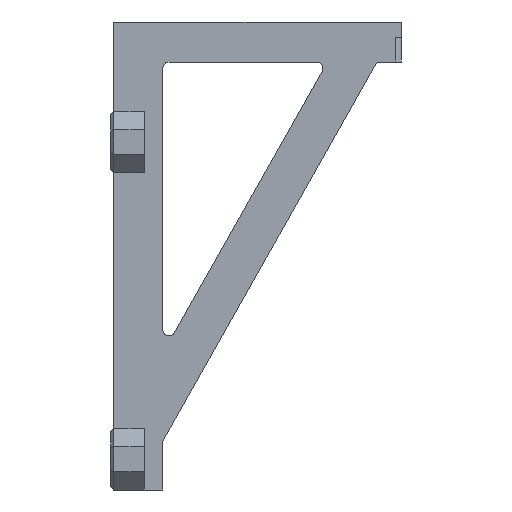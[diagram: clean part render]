
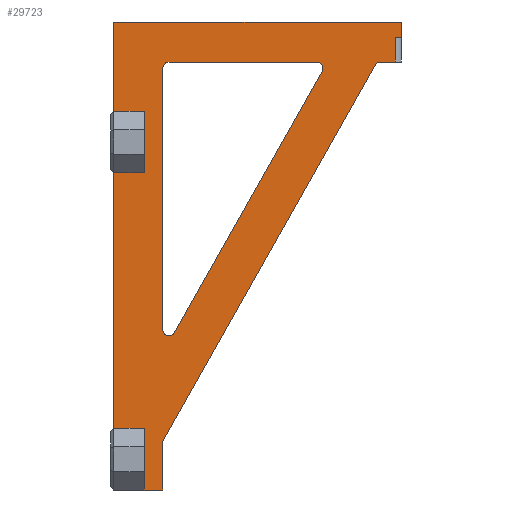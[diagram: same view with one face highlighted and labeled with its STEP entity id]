
A CAD part, left-side view. The second image highlights one B-rep face of the part: STEP entity #29723.
In plain terms, the highlighted planar face has unit normal (-1, 0, 0).
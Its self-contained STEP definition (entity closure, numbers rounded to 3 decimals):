
#230=FACE_BOUND('',#3005,.T.);
#282=CIRCLE('',#29825,2.);
#284=CIRCLE('',#29828,2.);
#287=CIRCLE('',#29834,2.);
#289=CIRCLE('',#29838,2.);
#291=CIRCLE('',#29842,2.);
#1561=FACE_OUTER_BOUND('',#3004,.T.);
#3004=EDGE_LOOP('',(#27215,#27216,#27217,#27218,#27219,#27220,#27221,#27222,
#27223,#27224,#27225,#27226,#27227,#27228,#27229,#27230,#27231));
#3005=EDGE_LOOP('',(#27232,#27233,#27234,#27235,#27236,#27237));
#3036=LINE('',#38079,#7294);
#3038=LINE('',#38085,#7296);
#3089=LINE('',#38262,#7347);
#3093=LINE('',#38270,#7351);
#3094=LINE('',#38273,#7352);
#3106=LINE('',#38309,#7364);
#3112=LINE('',#38327,#7370);
#3115=LINE('',#38338,#7373);
#3118=LINE('',#38347,#7376);
#3193=LINE('',#38503,#7451);
#3316=LINE('',#38748,#7574);
#3693=LINE('',#39505,#7951);
#3737=LINE('',#39571,#7995);
#3740=LINE('',#39578,#7998);
#7241=LINE('',#46263,#11499);
#7247=LINE('',#46272,#11505);
#7248=LINE('',#46274,#11506);
#7249=LINE('',#46276,#11507);
#7294=VECTOR('',#31141,10.);
#7296=VECTOR('',#31145,10.);
#7347=VECTOR('',#31302,10.);
#7351=VECTOR('',#31310,10.);
#7352=VECTOR('',#31313,10.);
#7364=VECTOR('',#31349,10.);
#7370=VECTOR('',#31367,10.);
#7373=VECTOR('',#31378,10.);
#7376=VECTOR('',#31389,10.);
#7451=VECTOR('',#31494,10.);
#7574=VECTOR('',#31617,10.);
#7951=VECTOR('',#31998,10.);
#7995=VECTOR('',#32060,10.);
#7998=VECTOR('',#32067,10.);
#11499=VECTOR('',#37928,10.);
#11505=VECTOR('',#37938,10.);
#11506=VECTOR('',#37941,10.);
#11507=VECTOR('',#37944,10.);
#11554=VERTEX_POINT('',#38075);
#11555=VERTEX_POINT('',#38077);
#11557=VERTEX_POINT('',#38082);
#11558=VERTEX_POINT('',#38084);
#11631=VERTEX_POINT('',#38261);
#11634=VERTEX_POINT('',#38272);
#11642=VERTEX_POINT('',#38296);
#11645=VERTEX_POINT('',#38303);
#11646=VERTEX_POINT('',#38305);
#11649=VERTEX_POINT('',#38317);
#11650=VERTEX_POINT('',#38319);
#11652=VERTEX_POINT('',#38325);
#11655=VERTEX_POINT('',#38332);
#11656=VERTEX_POINT('',#38334);
#11658=VERTEX_POINT('',#38343);
#11723=VERTEX_POINT('',#38500);
#11724=VERTEX_POINT('',#38502);
#11846=VERTEX_POINT('',#38746);
#12223=VERTEX_POINT('',#39502);
#12224=VERTEX_POINT('',#39504);
#12237=VERTEX_POINT('',#39569);
#12239=VERTEX_POINT('',#39577);
#14244=VERTEX_POINT('',#46270);
#14284=EDGE_CURVE('',#11554,#11555,#3036,.T.);
#14286=EDGE_CURVE('',#11557,#11558,#3038,.T.);
#14375=EDGE_CURVE('',#11554,#11631,#3089,.T.);
#14380=EDGE_CURVE('',#11555,#11558,#3093,.T.);
#14381=EDGE_CURVE('',#11634,#11631,#3094,.T.);
#14393=EDGE_CURVE('',#11634,#11642,#282,.T.);
#14397=EDGE_CURVE('',#11645,#11646,#284,.T.);
#14399=EDGE_CURVE('',#11645,#11642,#3106,.T.);
#14404=EDGE_CURVE('',#11649,#11650,#287,.T.);
#14408=EDGE_CURVE('',#11649,#11652,#3112,.T.);
#14411=EDGE_CURVE('',#11655,#11656,#289,.T.);
#14413=EDGE_CURVE('',#11655,#11650,#3115,.T.);
#14417=EDGE_CURVE('',#11658,#11652,#291,.T.);
#14418=EDGE_CURVE('',#11658,#11656,#3118,.T.);
#14497=EDGE_CURVE('',#11724,#11723,#3193,.T.);
#14620=EDGE_CURVE('',#11557,#11846,#3316,.T.);
#14998=EDGE_CURVE('',#12223,#12224,#3693,.T.);
#15042=EDGE_CURVE('',#11846,#12237,#3737,.T.);
#15045=EDGE_CURVE('',#12239,#11724,#3740,.T.);
#18553=EDGE_CURVE('',#12223,#11646,#7241,.T.);
#18559=EDGE_CURVE('',#11723,#14244,#7247,.T.);
#18560=EDGE_CURVE('',#14244,#12224,#7248,.T.);
#18561=EDGE_CURVE('',#12237,#12239,#7249,.T.);
#27215=ORIENTED_EDGE('',*,*,#14375,.F.);
#27216=ORIENTED_EDGE('',*,*,#14284,.T.);
#27217=ORIENTED_EDGE('',*,*,#14380,.T.);
#27218=ORIENTED_EDGE('',*,*,#14286,.F.);
#27219=ORIENTED_EDGE('',*,*,#14620,.T.);
#27220=ORIENTED_EDGE('',*,*,#15042,.T.);
#27221=ORIENTED_EDGE('',*,*,#18561,.T.);
#27222=ORIENTED_EDGE('',*,*,#15045,.T.);
#27223=ORIENTED_EDGE('',*,*,#14497,.T.);
#27224=ORIENTED_EDGE('',*,*,#18559,.T.);
#27225=ORIENTED_EDGE('',*,*,#18560,.T.);
#27226=ORIENTED_EDGE('',*,*,#14998,.F.);
#27227=ORIENTED_EDGE('',*,*,#18553,.T.);
#27228=ORIENTED_EDGE('',*,*,#14397,.F.);
#27229=ORIENTED_EDGE('',*,*,#14399,.T.);
#27230=ORIENTED_EDGE('',*,*,#14393,.F.);
#27231=ORIENTED_EDGE('',*,*,#14381,.T.);
#27232=ORIENTED_EDGE('',*,*,#14418,.T.);
#27233=ORIENTED_EDGE('',*,*,#14411,.F.);
#27234=ORIENTED_EDGE('',*,*,#14413,.T.);
#27235=ORIENTED_EDGE('',*,*,#14404,.F.);
#27236=ORIENTED_EDGE('',*,*,#14408,.T.);
#27237=ORIENTED_EDGE('',*,*,#14417,.F.);
#28465=PLANE('',#31074);
#29723=ADVANCED_FACE('',(#1561,#230),#28465,.T.);
#29825=AXIS2_PLACEMENT_3D('',#38297,#31336,#31337);
#29828=AXIS2_PLACEMENT_3D('',#38306,#31344,#31345);
#29834=AXIS2_PLACEMENT_3D('',#38320,#31360,#31361);
#29838=AXIS2_PLACEMENT_3D('',#38335,#31373,#31374);
#29842=AXIS2_PLACEMENT_3D('',#38345,#31385,#31386);
#31074=AXIS2_PLACEMENT_3D('',#46309,#37995,#37996);
#31141=DIRECTION('',(0.,-1.,0.));
#31145=DIRECTION('',(0.,-1.,0.));
#31302=DIRECTION('',(0.,0.,-1.));
#31310=DIRECTION('',(0.,0.,1.));
#31313=DIRECTION('',(0.,-1.,0.));
#31336=DIRECTION('center_axis',(-1.,0.,0.));
#31337=DIRECTION('ref_axis',(0.,0.504,0.864));
#31344=DIRECTION('center_axis',(-1.,0.,0.));
#31345=DIRECTION('ref_axis',(0.,0.967,0.254));
#31349=DIRECTION('',(0.,-0.492,0.871));
#31360=DIRECTION('center_axis',(-1.,0.,0.));
#31361=DIRECTION('ref_axis',(0.,-0.864,0.504));
#31367=DIRECTION('',(0.,0.492,-0.871));
#31373=DIRECTION('center_axis',(-1.,0.,0.));
#31374=DIRECTION('ref_axis',(0.,0.707,0.707));
#31378=DIRECTION('',(0.,-1.,0.));
#31385=DIRECTION('center_axis',(-1.,0.,0.));
#31386=DIRECTION('ref_axis',(0.,0.254,-0.967));
#31389=DIRECTION('',(0.,0.,1.));
#31494=DIRECTION('',(0.,0.,-1.));
#31617=DIRECTION('',(0.,0.,-1.));
#31998=DIRECTION('',(0.,1.,0.));
#32060=DIRECTION('',(0.,-1.,0.));
#32067=DIRECTION('',(0.,1.,0.));
#37928=DIRECTION('',(0.,0.,1.));
#37938=DIRECTION('',(0.,-1.,0.));
#37941=DIRECTION('',(0.,0.,-1.));
#37944=DIRECTION('',(0.,0.,-1.));
#37995=DIRECTION('center_axis',(-1.,0.,0.));
#37996=DIRECTION('ref_axis',(0.,-1.,0.));
#38075=CARTESIAN_POINT('',(-3.75,-1.75,3.));
#38077=CARTESIAN_POINT('',(-3.75,-3.75,3.));
#38079=CARTESIAN_POINT('',(-3.75,89.75,3.));
#38082=CARTESIAN_POINT('',(-3.75,89.75,8.));
#38084=CARTESIAN_POINT('',(-3.75,-3.75,8.));
#38085=CARTESIAN_POINT('',(-3.75,89.75,8.));
#38261=CARTESIAN_POINT('',(-3.75,-1.75,-5.));
#38262=CARTESIAN_POINT('',(-3.75,-1.75,0.));
#38270=CARTESIAN_POINT('',(-3.75,-3.75,3.));
#38272=CARTESIAN_POINT('',(-3.75,3.083,-5.));
#38273=CARTESIAN_POINT('',(-3.75,43.,-5.));
#38296=CARTESIAN_POINT('',(-3.75,4.824,-6.016));
#38297=CARTESIAN_POINT('Origin',(-3.75,3.083,-7.));
#38303=CARTESIAN_POINT('',(-3.75,73.491,-127.542));
#38305=CARTESIAN_POINT('',(-3.75,73.75,-128.526));
#38306=CARTESIAN_POINT('Origin',(-3.75,71.75,-128.526));
#38309=CARTESIAN_POINT('',(-3.75,13.525,-21.415));
#38317=CARTESIAN_POINT('',(-3.75,22.016,-7.984));
#38319=CARTESIAN_POINT('',(-3.75,23.758,-5.));
#38320=CARTESIAN_POINT('Origin',(-3.75,23.758,-7.));
#38325=CARTESIAN_POINT('',(-3.75,70.009,-92.92));
#38327=CARTESIAN_POINT('',(-3.75,54.369,-65.242));
#38332=CARTESIAN_POINT('',(-3.75,71.75,-5.));
#38334=CARTESIAN_POINT('',(-3.75,73.75,-7.));
#38335=CARTESIAN_POINT('Origin',(-3.75,71.75,-7.));
#38338=CARTESIAN_POINT('',(-3.75,55.04,-5.));
#38343=CARTESIAN_POINT('',(-3.75,73.75,-91.936));
#38345=CARTESIAN_POINT('Origin',(-3.75,71.75,-91.936));
#38347=CARTESIAN_POINT('',(-3.75,73.75,-2.5));
#38500=CARTESIAN_POINT('',(-3.75,89.75,-124.));
#38502=CARTESIAN_POINT('',(-3.75,89.75,-41.));
#38503=CARTESIAN_POINT('',(-3.75,89.75,0.));
#38746=CARTESIAN_POINT('',(-3.75,89.75,-21.));
#38748=CARTESIAN_POINT('',(-3.75,89.75,0.));
#39502=CARTESIAN_POINT('',(-3.75,73.75,-144.));
#39504=CARTESIAN_POINT('',(-3.75,79.75,-144.));
#39505=CARTESIAN_POINT('',(-3.75,-3.75,-144.));
#39569=CARTESIAN_POINT('',(-3.75,79.75,-21.));
#39571=CARTESIAN_POINT('',(-3.75,89.75,-21.));
#39577=CARTESIAN_POINT('',(-3.75,79.75,-41.));
#39578=CARTESIAN_POINT('',(-3.75,89.75,-41.));
#46263=CARTESIAN_POINT('',(-3.75,73.75,-64.));
#46270=CARTESIAN_POINT('',(-3.75,79.75,-124.));
#46272=CARTESIAN_POINT('',(-3.75,89.75,-124.));
#46274=CARTESIAN_POINT('',(-3.75,79.75,-67.));
#46276=CARTESIAN_POINT('',(-3.75,79.75,-15.5));
#46309=CARTESIAN_POINT('Origin',(-3.75,89.75,0.));
